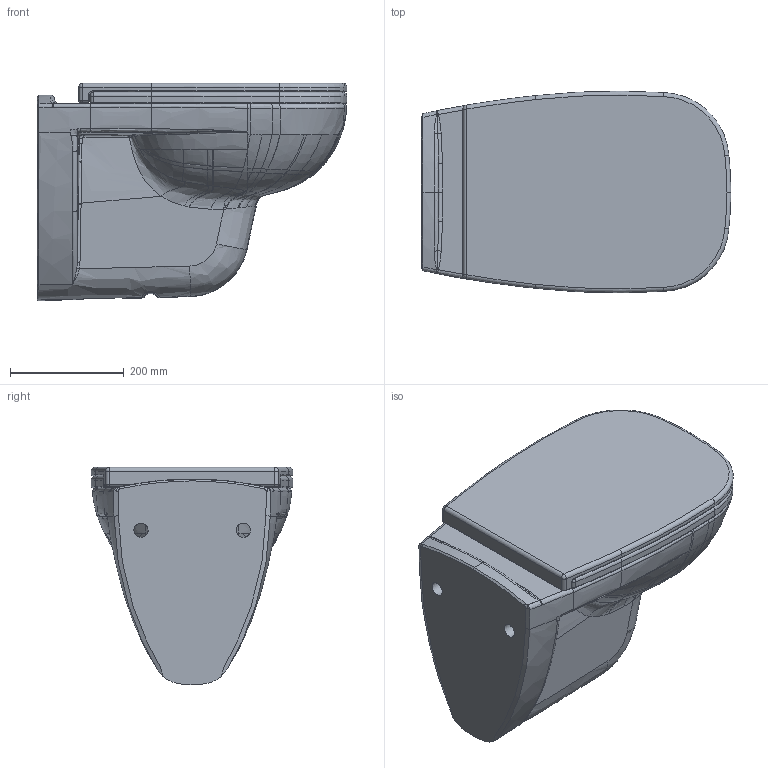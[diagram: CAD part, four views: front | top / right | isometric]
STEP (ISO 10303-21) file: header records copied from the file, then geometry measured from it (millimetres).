
FILE_DESCRIPTION((''),'2;1');
FILE_NAME('253509.stp','2012-10-12T14:54:01',('Administrator'),(''),'Autodesk Inventor 2011','Autodesk Inventor 2011','');
FILE_SCHEMA(('CONFIG_CONTROL_DESIGN'));
Length unit declared in the file: millimetre
Products named in the file (4): 253509; Deckel_unten_253509; Deckel_oben_253509
Assembly tree (3 placements, depth 2):
  253509
    253509
    Deckel_unten_253509
    Deckel_oben_253509
Bounding box: 545.13 x 355.11 x 382.87 mm (x, y, z)
Volume: 21847846.5 mm3; surface area: 1411593.2 mm2
Topology: 3 solids, 3 shells, 921 faces, 2181 edges, 1217 vertices
Faces by surface type: bspline 775, cylinder 52, torus 48, plane 32, cone 8, sphere 6
Full cylindrical faces by diameter (mm): 15 x2, 19 x2, 25 x2
Entity records: 119909 total; most frequent: CARTESIAN_POINT 103780, ORIENTED_EDGE 4246, EDGE_CURVE 2123, DIRECTION 1659, B_SPLINE_CURVE_WITH_KNOTS 1329, VERTEX_POINT 1211, EDGE_LOOP 940, FACE_OUTER_BOUND 921
